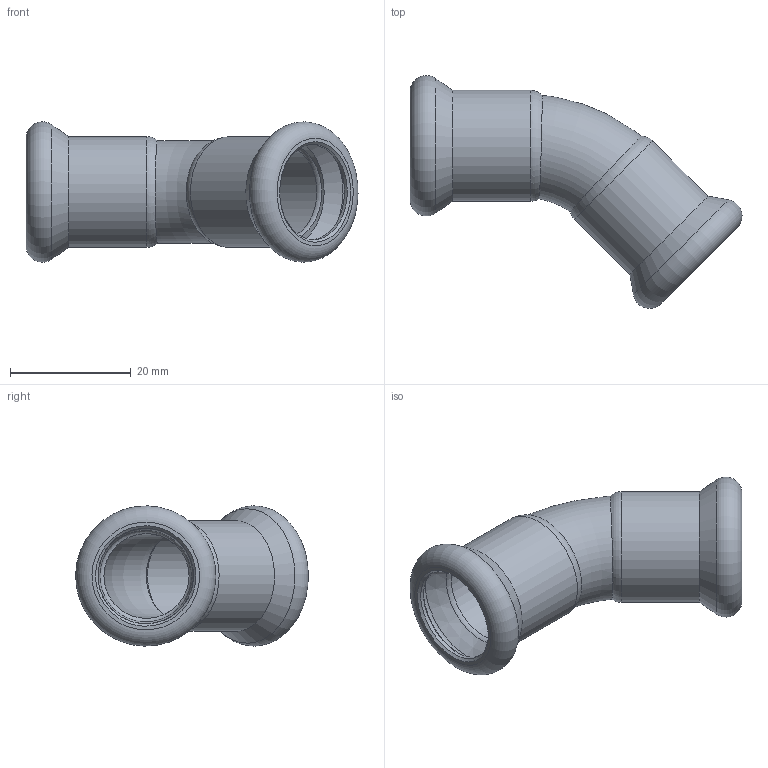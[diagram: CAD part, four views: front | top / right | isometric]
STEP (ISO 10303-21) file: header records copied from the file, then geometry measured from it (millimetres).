
FILE_DESCRIPTION(/* description */ (''),/* implementation_level */ '2;1');
FILE_NAME(/* name */ '42802.stp',/* time_stamp */ '2023-09-08T11:16:36+02:00',/* author */ ('JANAN'),/* organization */ (''),/* preprocessor_version */ 'ST-DEVELOPER v19.2',/* originating_system */ 'Autodesk Inventor 2023',/* authorisation */ '');
FILE_SCHEMA (('AUTOMOTIVE_DESIGN { 1 0 10303 214 3 1 1 }'));
Length unit declared in the file: millimetre
Products named in the file (1): tmp3204.tmp
Bounding box: 54.88 x 38.47 x 23.18 mm (x, y, z)
Volume: 4872.8 mm3; surface area: 6598.7 mm2
Topology: 1 solids, 1 shells, 30 faces, 66 edges, 40 vertices
Faces by surface type: torus 12, cone 8, cylinder 6, plane 4
Full cylindrical faces by diameter (mm): 15.2 x2, 15.8 x2, 18.3 x2
Entity records: 1063 total; most frequent: CARTESIAN_POINT 313, DIRECTION 156, ORIENTED_EDGE 132, AXIS2_PLACEMENT_3D 71, EDGE_CURVE 66, CIRCLE 40, VERTEX_POINT 40, EDGE_LOOP 34
